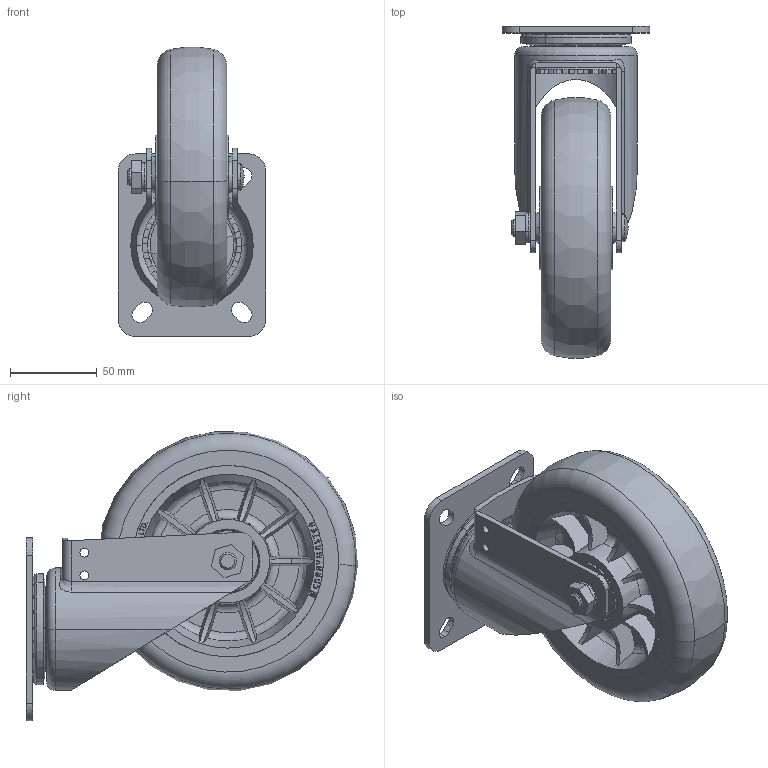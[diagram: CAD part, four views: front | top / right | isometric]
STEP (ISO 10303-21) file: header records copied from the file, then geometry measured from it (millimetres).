
FILE_DESCRIPTION (( 'STEP AP203' ), '1' );
FILE_NAME ('ACLMU-150SF.STEP', '2015-09-23T07:08:33', ( 'WON SINCHUL' ), ( 'Hewlett-Packard Company' ), 'SwSTEP 2.0', 'SolidWorks 2015', '' );
FILE_SCHEMA (( 'CONFIG_CONTROL_DESIGN' ));
Length unit declared in the file: millimetre
Products named in the file (1): ACLMU-150SF
Bounding box: 85 x 190.78 x 166.18 mm (x, y, z)
Volume: 691546 mm3; surface area: 207395.7 mm2
Topology: 13 solids, 13 shells, 1583 faces, 4214 edges, 2742 vertices
Faces by surface type: plane 875, bspline 334, cylinder 236, torus 94, cone 44
Entity records: 56005 total; most frequent: CARTESIAN_POINT 18800, ORIENTED_EDGE 8424, DIRECTION 6585, EDGE_CURVE 4212, VERTEX_POINT 2742, VECTOR 2391, LINE 2391, AXIS2_PLACEMENT_3D 2097
